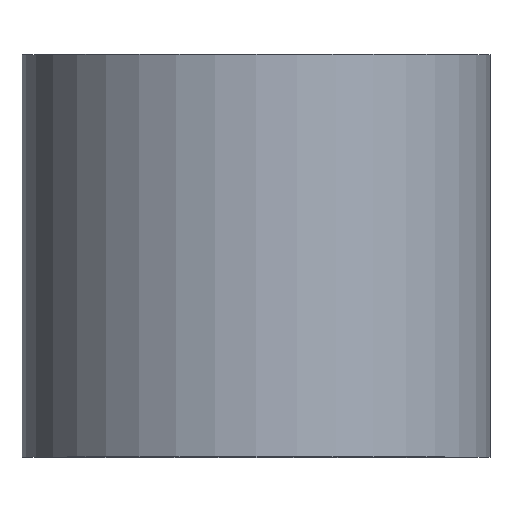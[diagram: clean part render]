
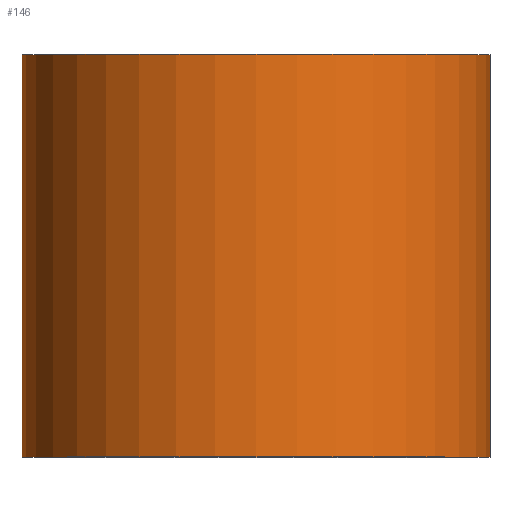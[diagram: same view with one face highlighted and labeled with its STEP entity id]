
A CAD part, top view. The second image highlights one B-rep face of the part: STEP entity #146.
In plain terms, the highlighted cylindrical face has radius 10 mm (diameter 20 mm), a full revolution.
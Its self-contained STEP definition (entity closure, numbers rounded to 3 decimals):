
#17=CYLINDRICAL_SURFACE('',#186,10.);
#27=LINE('',#268,#34);
#34=VECTOR('',#231,10.);
#43=FACE_OUTER_BOUND('',#56,.T.);
#56=EDGE_LOOP('',(#116,#117,#118,#119));
#60=CIRCLE('',#176,10.);
#65=CIRCLE('',#187,10.);
#71=VERTEX_POINT('',#249);
#75=VERTEX_POINT('',#266);
#82=EDGE_CURVE('',#71,#71,#60,.T.);
#89=EDGE_CURVE('',#75,#75,#65,.T.);
#90=EDGE_CURVE('',#75,#71,#27,.T.);
#116=ORIENTED_EDGE('',*,*,#89,.F.);
#117=ORIENTED_EDGE('',*,*,#90,.T.);
#118=ORIENTED_EDGE('',*,*,#82,.T.);
#119=ORIENTED_EDGE('',*,*,#90,.F.);
#146=ADVANCED_FACE('',(#43),#17,.T.);
#176=AXIS2_PLACEMENT_3D('',#250,#205,#206);
#186=AXIS2_PLACEMENT_3D('',#265,#227,#228);
#187=AXIS2_PLACEMENT_3D('',#267,#229,#230);
#205=DIRECTION('center_axis',(0.,1.,0.));
#206=DIRECTION('ref_axis',(-1.,0.,0.));
#227=DIRECTION('center_axis',(0.,1.,0.));
#228=DIRECTION('ref_axis',(-1.,0.,0.));
#229=DIRECTION('center_axis',(0.,1.,0.));
#230=DIRECTION('ref_axis',(-1.,0.,0.));
#231=DIRECTION('',(0.,-1.,0.));
#249=CARTESIAN_POINT('',(10.,2.8,0.));
#250=CARTESIAN_POINT('Origin',(0.,2.8,0.));
#265=CARTESIAN_POINT('Origin',(0.,0.,0.));
#266=CARTESIAN_POINT('',(10.,20.,0.));
#267=CARTESIAN_POINT('Origin',(0.,20.,0.));
#268=CARTESIAN_POINT('',(10.,0.,0.));
